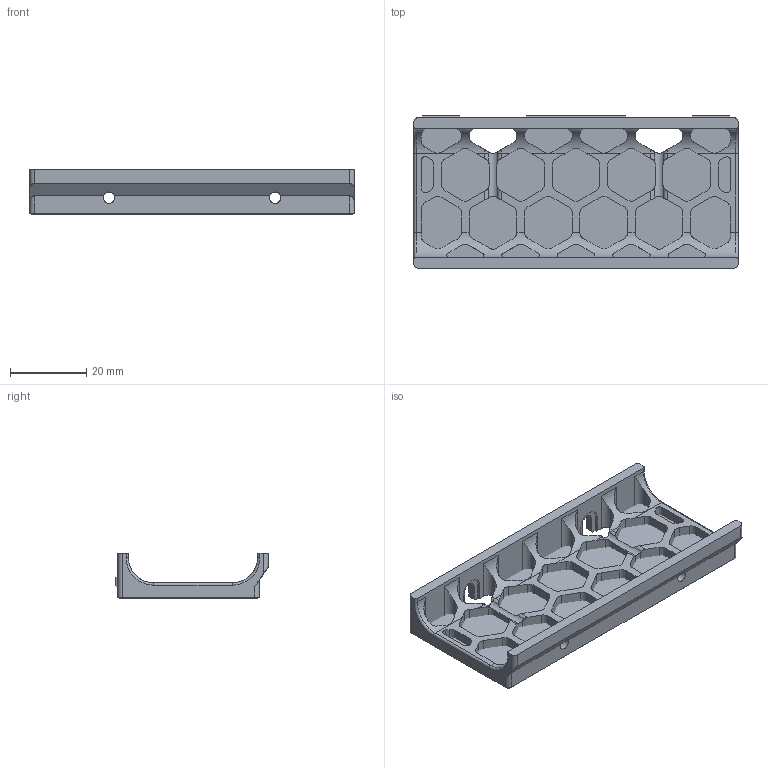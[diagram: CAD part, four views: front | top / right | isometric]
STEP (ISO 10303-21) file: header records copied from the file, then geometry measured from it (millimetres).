
FILE_DESCRIPTION(/* description */ (''),/* implementation_level */ '2;1');
FILE_NAME(/* name */ 'Headless Skirt Insert With Inserts.step',/* time_stamp */ '2023-01-21T11:12:42-05:00',/* author */ (''),/* organization */ (''),/* preprocessor_version */ 'ST-DEVELOPER v19.2',/* originating_system */ 'Autodesk Translation Framework v11.17.0.187',/* authorisation */ '');
FILE_SCHEMA (('AUTOMOTIVE_DESIGN { 1 0 10303 214 3 1 1 }'));
Length unit declared in the file: millimetre
Products named in the file (2): Headless Skirt Insert; Inserts (1)
Assembly tree (1 placements, depth 2):
  Headless Skirt Insert
    Inserts (1)
Bounding box: 85.16 x 40 x 12 mm (x, y, z)
Volume: 12187.3 mm3; surface area: 14562.7 mm2
Topology: 18 solids, 18 shells, 761 faces, 2003 edges, 1258 vertices
Faces by surface type: plane 400, cylinder 245, cone 108, torus 4, bspline 4
Full cylindrical faces by diameter (mm): 3 x2
Entity records: 24007 total; most frequent: CARTESIAN_POINT 4856, DIRECTION 4021, ORIENTED_EDGE 4006, EDGE_CURVE 2003, AXIS2_PLACEMENT_3D 1359, LINE 1303, VECTOR 1303, VERTEX_POINT 1258
